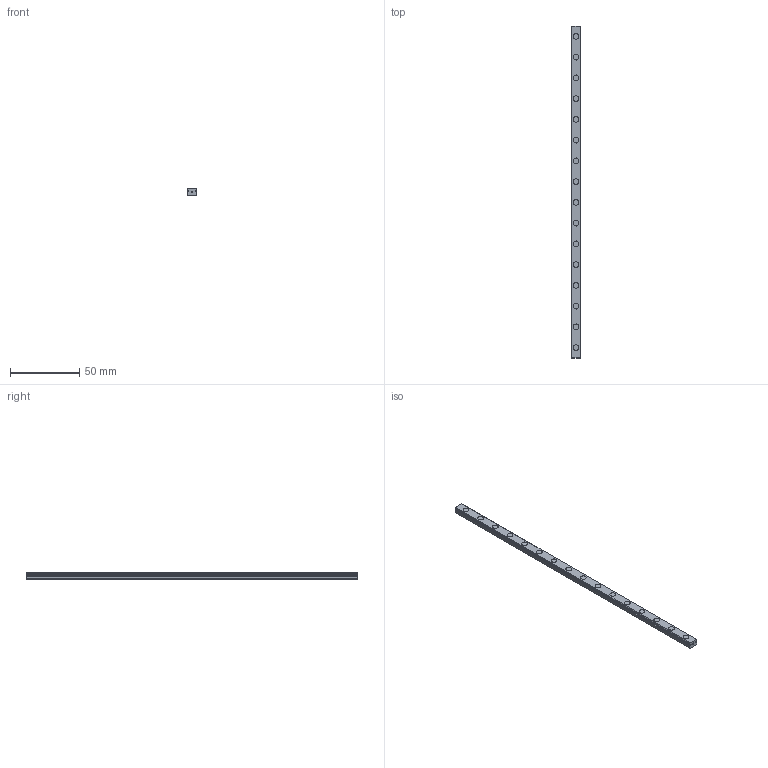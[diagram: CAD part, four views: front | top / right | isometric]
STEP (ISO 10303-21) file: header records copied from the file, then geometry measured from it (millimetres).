
FILE_DESCRIPTION(('STEP AP214'),'1');
FILE_NAME('cctmp_61748FFC-D2E9-4056-92E8-115E2F0A0F64_2021_02_18_13_42_21_0392..stp','2021-02-18T12:42:21',('HIWIN GmbH'),('CADClick - www.CADClick.com'),'Spatial InterOp 3D',' ','unknown authorization');
FILE_SCHEMA(('AUTOMOTIVE_DESIGN'));
Length unit declared in the file: millimetre
Products named in the file (1): MGNR07R240CM_FILE
Bounding box: 7 x 240 x 4.8 mm (x, y, z)
Volume: 6921.8 mm3; surface area: 7413.1 mm2
Topology: 1 solids, 1 shells, 239 faces, 555 edges, 370 vertices
Faces by surface type: plane 127, cylinder 112
Entity records: 8809 total; most frequent: DIRECTION 1259, CARTESIAN_POINT 1165, ORIENTED_EDGE 1110, EDGE_CURVE 555, AXIS2_PLACEMENT_3D 464, VERTEX_POINT 370, LINE 331, VECTOR 331
